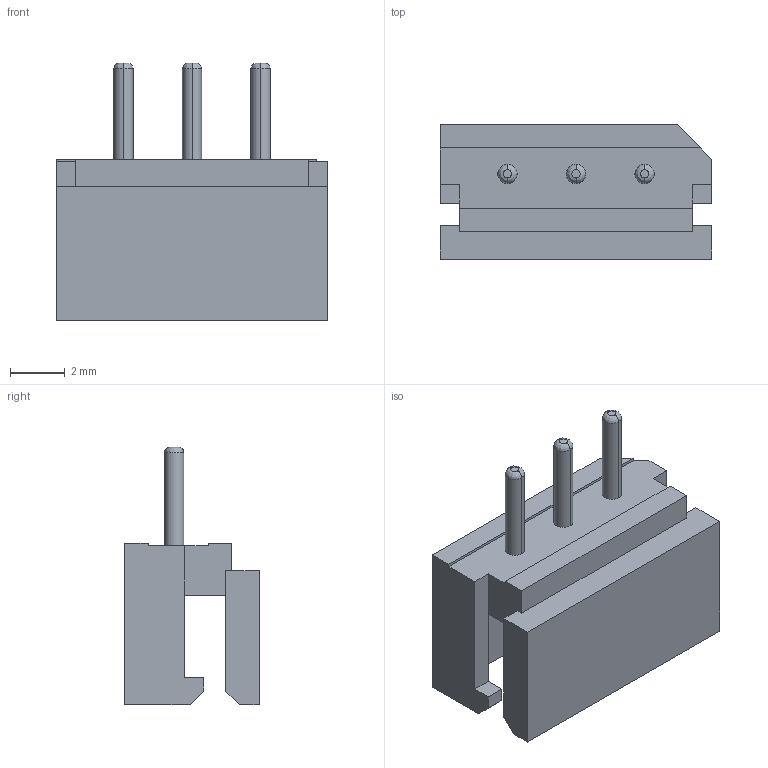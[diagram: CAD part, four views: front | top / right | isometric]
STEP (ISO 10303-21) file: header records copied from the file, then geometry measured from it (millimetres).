
FILE_DESCRIPTION(('STEP AP242'),'1');
FILE_NAME('0022035035.stp','2024-11-11T16:29:01',('TraceParts'),('TraceParts S.A.'),'Spatial InterOp 3D',' ',' ');
FILE_SCHEMA(('AP242_MANAGED_MODEL_BASED_3D_ENGINEERING_MIM_LF {1 0 10303 442 1 1 4}'));
Length unit declared in the file: millimetre
Products named in the file (1): 0022035035
Bounding box: 9.9 x 4.9 x 9.4 mm (x, y, z)
Volume: 151.9 mm3; surface area: 391.3 mm2
Topology: 1 solids, 1 shells, 73 faces, 189 edges, 124 vertices
Faces by surface type: plane 55, cylinder 12, bspline 6
Entity records: 2374 total; most frequent: CARTESIAN_POINT 567, ORIENTED_EDGE 378, DIRECTION 355, EDGE_CURVE 189, LINE 147, VECTOR 147, VERTEX_POINT 124, AXIS2_PLACEMENT_3D 104
